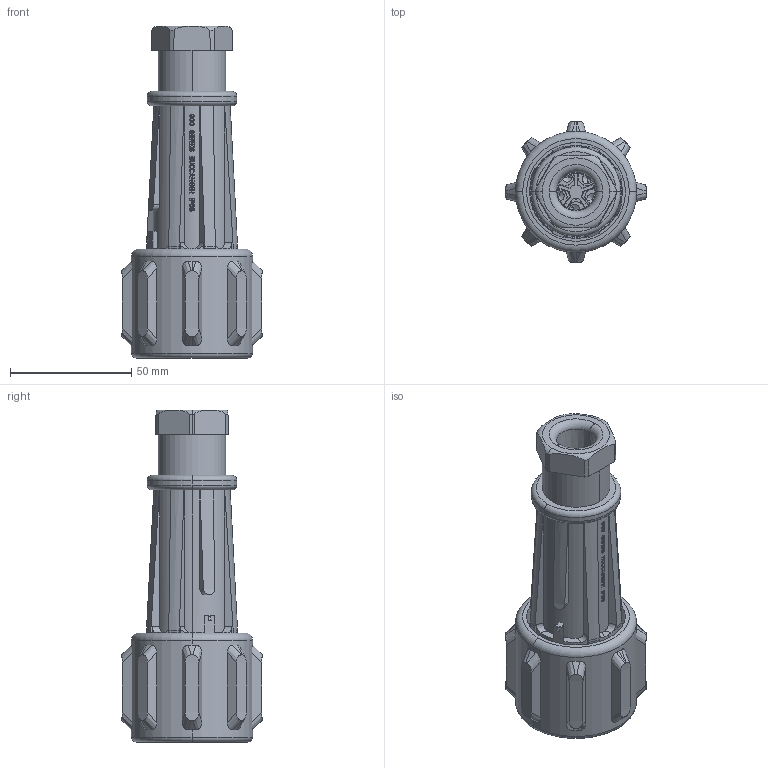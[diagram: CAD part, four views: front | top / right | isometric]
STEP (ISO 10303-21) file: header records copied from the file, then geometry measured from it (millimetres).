
FILE_DESCRIPTION(('STEP AP242'),'1');
FILE_NAME('px0911-05-p.stp','2023-02-15T14:39:20',('TraceParts'),('TraceParts S.A.'),'Spatial InterOp 3D',' ',' ');
FILE_SCHEMA(('AP242_MANAGED_MODEL_BASED_3D_ENGINEERING_MIM_LF {1 0 10303 442 1 1 4}'));
Length unit declared in the file: millimetre
Products named in the file (1): LIST_PX0911-ETC_SW0004
Bounding box: 58 x 58 x 137.1 mm (x, y, z)
Volume: 110640.3 mm3; surface area: 66077.4 mm2
Topology: 2 solids, 2 shells, 4089 faces, 11479 edges, 7620 vertices
Faces by surface type: plane 3572, cylinder 248, cone 172, bspline 57, torus 30, sphere 10
Entity records: 138391 total; most frequent: CARTESIAN_POINT 36336, ORIENTED_EDGE 22918, DIRECTION 18473, EDGE_CURVE 11459, LINE 8065, VECTOR 8065, VERTEX_POINT 7620, AXIS2_PLACEMENT_3D 5204
